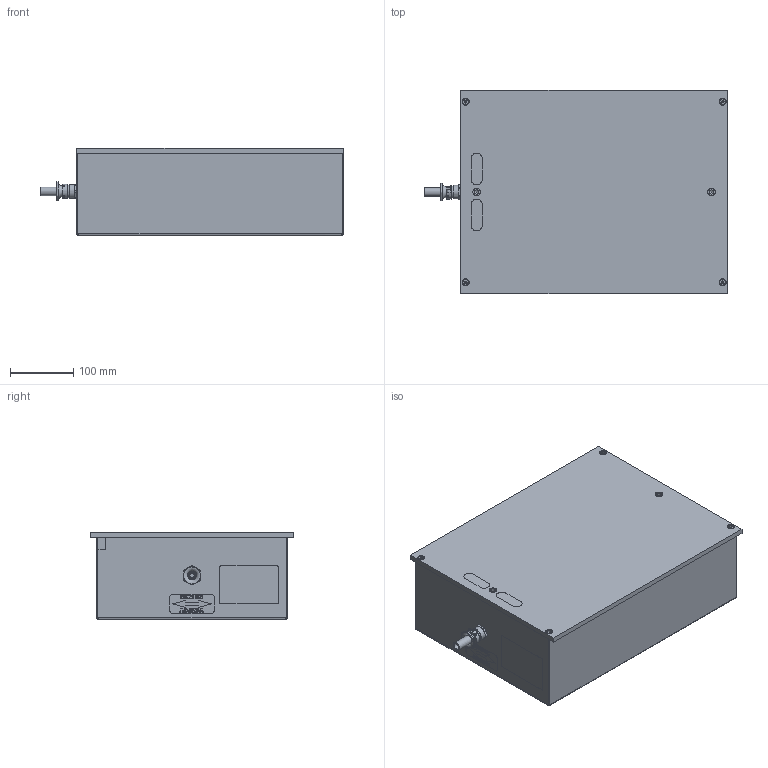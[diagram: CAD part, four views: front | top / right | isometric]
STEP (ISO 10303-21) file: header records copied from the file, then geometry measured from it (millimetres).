
FILE_DESCRIPTION(/* description */ (''),/* implementation_level */ '2;1');
FILE_NAME(/* name */ 'EDAR304202.stp',/* time_stamp */ '2017-12-12T09:26:15+01:00',/* author */ ('pb'),/* organization */ (''),/* preprocessor_version */ 'ST-DEVELOPER v16.5',/* originating_system */ 'Autodesk Inventor 2017',/* authorisation */ '');
FILE_SCHEMA (('AUTOMOTIVE_DESIGN { 1 0 10303 214 3 1 1 }'));
Length unit declared in the file: millimetre
Products named in the file (1): EDAR304202_Shrinkwrap_3
Bounding box: 477.6 x 320 x 138 mm (x, y, z)
Volume: 1556658.8 mm3; surface area: 908577.7 mm2
Topology: 4 solids, 4 shells, 819 faces, 2130 edges, 1402 vertices
Faces by surface type: plane 518, bspline 202, cylinder 76, torus 12, cone 11
Full cylindrical faces by diameter (mm): 2.459 x2, 5.2 x2, 6 x6, 6.5 x1, 6.647 x2, 7 x4, 9.4 x1, 9.5 x1, 10 x4, 11 x4, 12 x2, 12.1 x2, 13.6 x1, 16 x1, 18.8 x1, 20 x2, 20.2 x1, 21.8 x1, 22 x1
Entity records: 26615 total; most frequent: CARTESIAN_POINT 7293, ORIENTED_EDGE 4104, DIRECTION 3011, EDGE_CURVE 2052, LINE 1437, VECTOR 1437, VERTEX_POINT 1385, EDGE_LOOP 981
